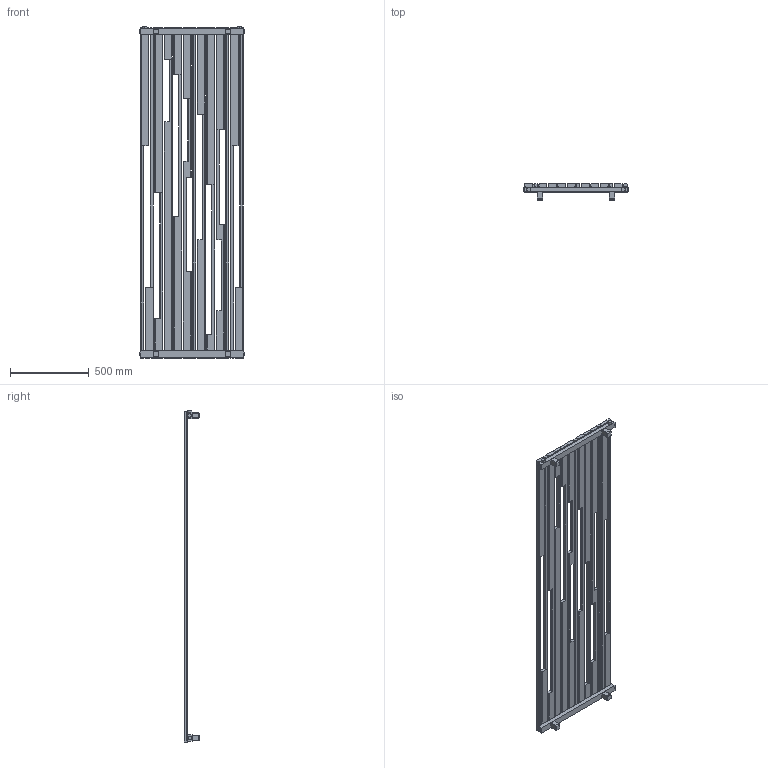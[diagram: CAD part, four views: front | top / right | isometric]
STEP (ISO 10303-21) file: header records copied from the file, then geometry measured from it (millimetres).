
FILE_DESCRIPTION((''),'2;1');
FILE_NAME('2100_600_VT','2021-10-26T17:58:40',('PC132'),(''),'CREO PARAMETRIC BY PTC INC, 2019080','CREO PARAMETRIC BY PTC INC, 2019080','');
FILE_SCHEMA(('AUTOMOTIVE_DESIGN { 1 0 10303 214 1 1 1 1 }'));
Length unit declared in the file: millimetre
Products named in the file (1): 2100_600_VT
Bounding box: 672.6 x 100.2 x 2110 mm (x, y, z)
Volume: 19357141.7 mm3; surface area: 2935204.1 mm2
Topology: 1 solids, 1 shells, 520 faces, 1481 edges, 957 vertices
Faces by surface type: plane 328, cylinder 168, cone 24
Entity records: 27393 total; most frequent: CARTESIAN_POINT 6697, ORIENTED_EDGE 2962, DIRECTION 2903, PRESENTATION_STYLE_ASSIGNMENT 1675, STYLED_ITEM 1484, CURVE_STYLE 1483, EDGE_CURVE 1481, AXIS2_PLACEMENT_3D 968
